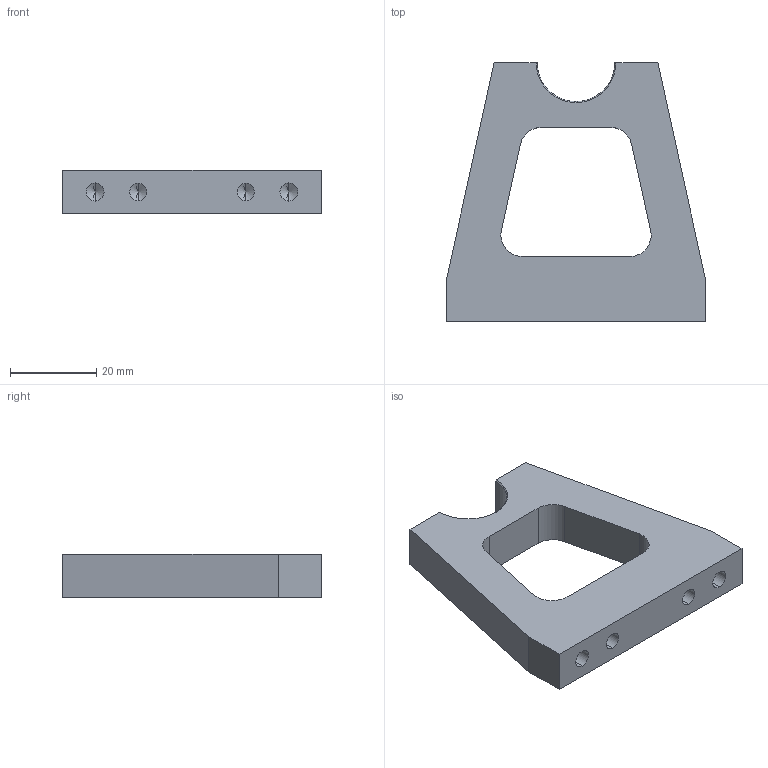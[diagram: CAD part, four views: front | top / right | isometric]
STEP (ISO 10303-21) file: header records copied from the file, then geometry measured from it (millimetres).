
FILE_DESCRIPTION (( 'STEP AP214' ), '1' );
FILE_NAME ('K4-PALIER VILLEBREQUIN_2.STEP', '2022-05-23T19:13:30', ( '' ), ( '' ), 'SwSTEP 2.0', 'SolidWorks 2021', '' );
FILE_SCHEMA (( 'AUTOMOTIVE_DESIGN' ));
Length unit declared in the file: millimetre
Products named in the file (1): K4-PALIER VILLEBREQUIN_2
Bounding box: 60 x 60 x 10 mm (x, y, z)
Volume: 18993.4 mm3; surface area: 8670 mm2
Topology: 1 solids, 1 shells, 45 faces, 117 edges, 68 vertices
Faces by surface type: cylinder 18, cone 14, plane 13
Entity records: 1415 total; most frequent: DIRECTION 235, CARTESIAN_POINT 219, ORIENTED_EDGE 210, EDGE_CURVE 105, AXIS2_PLACEMENT_3D 84, VERTEX_POINT 68, LINE 67, VECTOR 67
